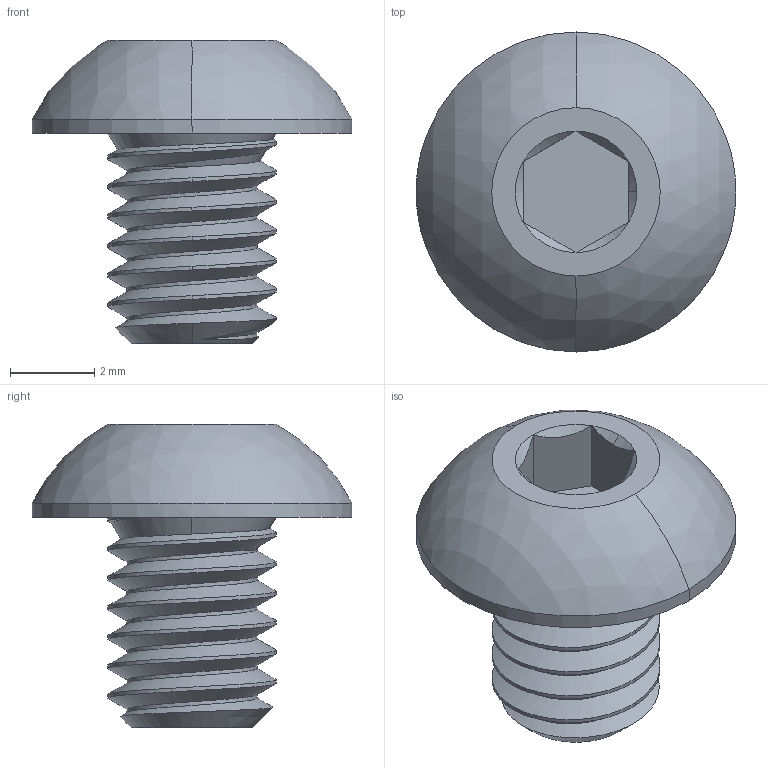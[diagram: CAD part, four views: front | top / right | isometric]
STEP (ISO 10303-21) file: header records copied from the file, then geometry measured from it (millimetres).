
FILE_DESCRIPTION (( 'STEP AP203' ), '1' );
FILE_NAME ('91239A136_Button Head Hex Drive Screw.STEP', '2023-02-03T20:21:02', ( 'Administrator' ), ( 'Managed by Terraform' ), 'SwSTEP 2.0', 'SolidWorks 2017', '' );
FILE_SCHEMA (( 'CONFIG_CONTROL_DESIGN' ));
Length unit declared in the file: millimetre
Products named in the file (1): 91239A136_Button Head Hex Drive Screw
Bounding box: 7.6 x 7.6 x 7.2 mm (x, y, z)
Volume: 112.8 mm3; surface area: 217.7 mm2
Topology: 1 solids, 1 shells, 44 faces, 104 edges, 64 vertices
Faces by surface type: cylinder 16, cone 13, plane 10, bspline 3, sphere 2
Entity records: 2319 total; most frequent: CARTESIAN_POINT 1353, ORIENTED_EDGE 208, DIRECTION 161, EDGE_CURVE 104, AXIS2_PLACEMENT_3D 64, VERTEX_POINT 64, EDGE_LOOP 46, FACE_OUTER_BOUND 44
